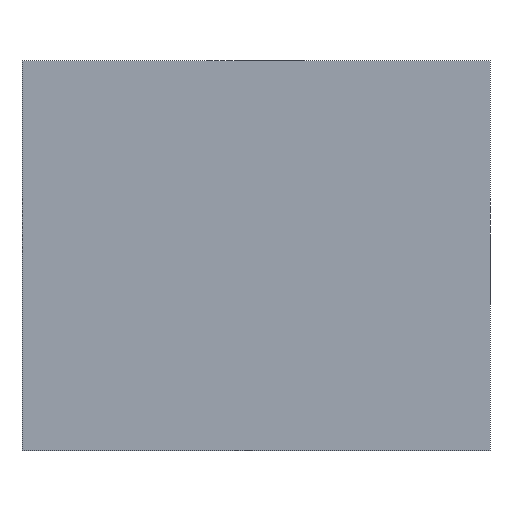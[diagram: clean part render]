
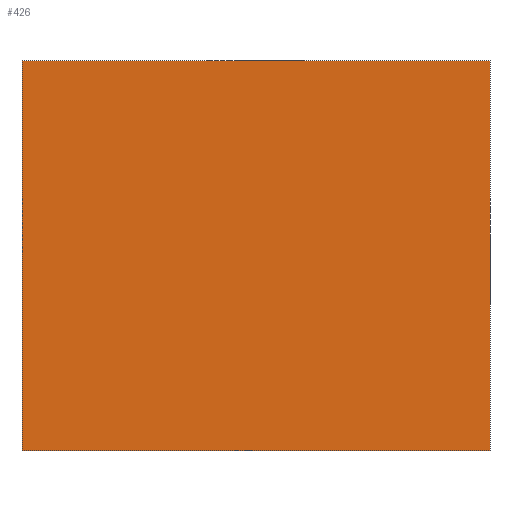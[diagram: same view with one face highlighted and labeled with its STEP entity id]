
A CAD part, front view. The second image highlights one B-rep face of the part: STEP entity #426.
In plain terms, the highlighted planar face has unit normal (0, -1, 0).
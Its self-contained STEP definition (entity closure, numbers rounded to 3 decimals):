
#63=PLANE('',#483);
#91=FACE_OUTER_BOUND('',#116,.T.);
#116=EDGE_LOOP('',(#377,#378,#379,#380));
#149=LINE('',#691,#188);
#159=LINE('',#711,#198);
#160=LINE('',#714,#199);
#161=LINE('',#715,#200);
#188=VECTOR('',#570,10.);
#198=VECTOR('',#590,10.);
#199=VECTOR('',#593,10.);
#200=VECTOR('',#594,10.);
#236=VERTEX_POINT('',#684);
#239=VERTEX_POINT('',#689);
#244=VERTEX_POINT('',#709);
#245=VERTEX_POINT('',#713);
#283=EDGE_CURVE('',#239,#236,#149,.T.);
#293=EDGE_CURVE('',#239,#244,#159,.T.);
#294=EDGE_CURVE('',#245,#244,#160,.T.);
#295=EDGE_CURVE('',#236,#245,#161,.T.);
#377=ORIENTED_EDGE('',*,*,#293,.T.);
#378=ORIENTED_EDGE('',*,*,#294,.F.);
#379=ORIENTED_EDGE('',*,*,#295,.F.);
#380=ORIENTED_EDGE('',*,*,#283,.F.);
#426=ADVANCED_FACE('',(#91),#63,.T.);
#483=AXIS2_PLACEMENT_3D('',#712,#591,#592);
#570=DIRECTION('',(-1.,0.,0.));
#590=DIRECTION('',(0.,0.,1.));
#591=DIRECTION('center_axis',(0.,-1.,0.));
#592=DIRECTION('ref_axis',(1.,0.,0.));
#593=DIRECTION('',(1.,0.,0.));
#594=DIRECTION('',(0.,0.,1.));
#684=CARTESIAN_POINT('',(-15.,-20.,-5.));
#689=CARTESIAN_POINT('',(15.,-20.,-5.));
#691=CARTESIAN_POINT('',(-15.,-20.,-5.));
#709=CARTESIAN_POINT('',(15.,-20.,20.));
#711=CARTESIAN_POINT('',(15.,-20.,0.));
#712=CARTESIAN_POINT('Origin',(-15.,-20.,0.));
#713=CARTESIAN_POINT('',(-15.,-20.,20.));
#714=CARTESIAN_POINT('',(-15.,-20.,20.));
#715=CARTESIAN_POINT('',(-15.,-20.,0.));
